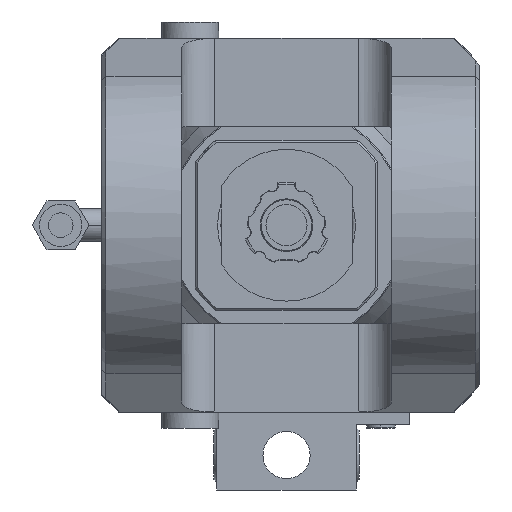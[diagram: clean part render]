
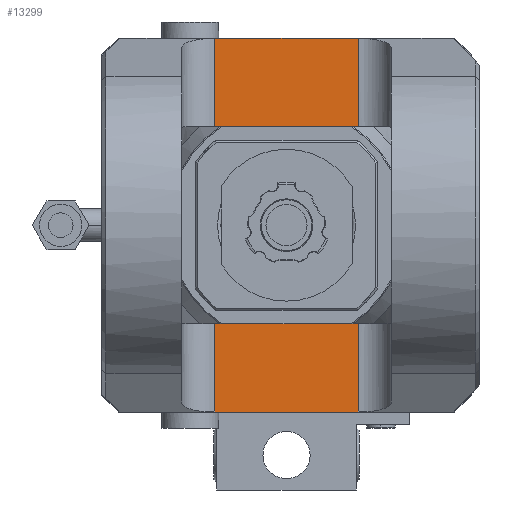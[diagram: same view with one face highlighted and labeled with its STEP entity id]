
A CAD part, left-side view. The second image highlights one B-rep face of the part: STEP entity #13299.
In plain terms, the highlighted planar face has unit normal (-1, 0, 0).
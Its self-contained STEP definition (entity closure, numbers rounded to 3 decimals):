
#31=DIRECTION('',(0.,-1.,0.));
#32=VECTOR('',#31,35.);
#33=CARTESIAN_POINT('',(-55.8,17.5,45.5));
#34=LINE('',#33,#32);
#954=DIRECTION('',(0.,1.,0.));
#955=VECTOR('',#954,35.);
#956=CARTESIAN_POINT('',(-55.8,-17.5,-45.5));
#957=LINE('',#956,#955);
#5292=DIRECTION('',(0.,0.,-1.));
#5293=VECTOR('',#5292,91.);
#5294=CARTESIAN_POINT('',(-55.8,17.5,45.5));
#5295=LINE('',#5294,#5293);
#5296=DIRECTION('',(0.,0.,1.));
#5297=VECTOR('',#5296,91.);
#5298=CARTESIAN_POINT('',(-55.8,-17.5,-45.5));
#5299=LINE('',#5298,#5297);
#6850=CARTESIAN_POINT('',(-55.8,-17.5,-45.5));
#6852=VERTEX_POINT('',#6850);
#6853=CARTESIAN_POINT('',(-55.8,17.5,-45.5));
#6855=VERTEX_POINT('',#6853);
#6858=CARTESIAN_POINT('',(-55.8,17.5,45.5));
#6860=VERTEX_POINT('',#6858);
#6861=CARTESIAN_POINT('',(-55.8,-17.5,45.5));
#6863=VERTEX_POINT('',#6861);
#13288=CARTESIAN_POINT('',(-55.8,-25.5,57.));
#13289=DIRECTION('',(1.,0.,0.));
#13290=DIRECTION('',(0.,0.,-1.));
#13291=AXIS2_PLACEMENT_3D('',#13288,#13289,#13290);
#13292=PLANE('',#13291);
#13293=ORIENTED_EDGE('',*,*,#8330,.T.);
#13294=ORIENTED_EDGE('',*,*,#8077,.F.);
#13295=ORIENTED_EDGE('',*,*,#7457,.T.);
#13296=ORIENTED_EDGE('',*,*,#8148,.F.);
#13297=EDGE_LOOP('',(#13293,#13294,#13295,#13296));
#13298=FACE_OUTER_BOUND('',#13297,.F.);
#13299=ADVANCED_FACE('',(#13298),#13292,.F.);
#7457=EDGE_CURVE('',#6860,#6863,#34,.T.);
#8077=EDGE_CURVE('',#6860,#6855,#5295,.T.);
#8148=EDGE_CURVE('',#6852,#6863,#5299,.T.);
#8330=EDGE_CURVE('',#6852,#6855,#957,.T.);
